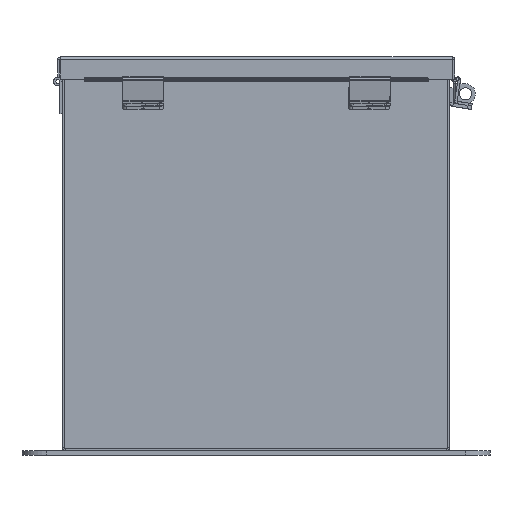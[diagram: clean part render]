
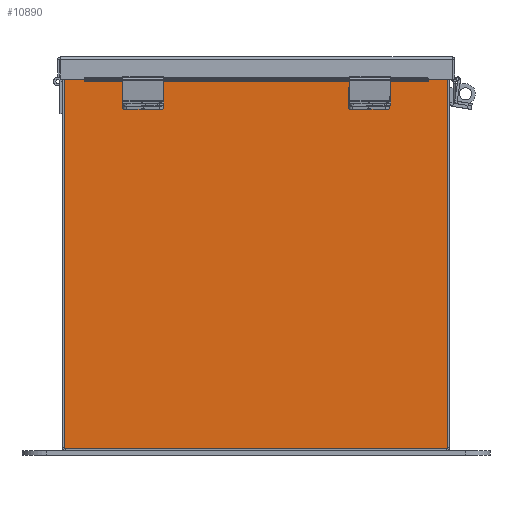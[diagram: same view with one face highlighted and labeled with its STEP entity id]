
A CAD part, front view. The second image highlights one B-rep face of the part: STEP entity #10890.
In plain terms, the highlighted face is planar.
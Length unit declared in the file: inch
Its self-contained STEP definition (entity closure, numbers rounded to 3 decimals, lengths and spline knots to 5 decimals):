
#121 = DIRECTION ( 'NONE',  ( 0., 0., -1. ) ) ;
#597 = EDGE_CURVE ( 'NONE', #17487, #22657, #15495, .T. ) ;
#602 = VECTOR ( 'NONE', #29457, 39.37008 ) ;
#622 = VERTEX_POINT ( 'NONE', #17787 ) ;
#707 = CIRCLE ( 'NONE', #8068, 0.01868 ) ;
#1095 = ORIENTED_EDGE ( 'NONE', *, *, #597, .F. ) ;
#1250 = DIRECTION ( 'NONE',  ( 0., 0., -1. ) ) ;
#1380 = VERTEX_POINT ( 'NONE', #25617 ) ;
#1531 = VERTEX_POINT ( 'NONE', #16331 ) ;
#1589 = CARTESIAN_POINT ( 'NONE',  ( -5.61965, 0., 0. ) ) ;
#1785 = CARTESIAN_POINT ( 'NONE',  ( -5.9253, 0., 5.9253 ) ) ;
#1932 = DIRECTION ( 'NONE',  ( 1., 0., 0. ) ) ;
#2364 = LINE ( 'NONE', #18030, #7018 ) ;
#2407 = CARTESIAN_POINT ( 'NONE',  ( -5.60098, 0., 5.87495 ) ) ;
#2492 = CARTESIAN_POINT ( 'NONE',  ( -5.61965, 0., 5.87495 ) ) ;
#2515 = VECTOR ( 'NONE', #121, 39.37008 ) ;
#2725 = DIRECTION ( 'NONE',  ( 0., 0., -1. ) ) ;
#2732 = CARTESIAN_POINT ( 'NONE',  ( -5.9253, 0., 5.9253 ) ) ;
#3554 = CARTESIAN_POINT ( 'NONE',  ( -5.5823, 0., 0. ) ) ;
#3719 = ORIENTED_EDGE ( 'NONE', *, *, #5464, .F. ) ;
#4481 = ORIENTED_EDGE ( 'NONE', *, *, #23396, .F. ) ;
#4705 = DIRECTION ( 'NONE',  ( 0., 0., -1. ) ) ;
#5464 = EDGE_CURVE ( 'NONE', #622, #27271, #11875, .T. ) ;
#5672 = LINE ( 'NONE', #18978, #29475 ) ;
#5704 = VECTOR ( 'NONE', #1250, 39.37008 ) ;
#6946 = CARTESIAN_POINT ( 'NONE',  ( 5.61965, 0., 0. ) ) ;
#7018 = VECTOR ( 'NONE', #1932, 39.37008 ) ;
#7251 = EDGE_CURVE ( 'NONE', #7647, #1531, #10677, .T. ) ;
#7399 = VECTOR ( 'NONE', #12636, 39.37008 ) ;
#7647 = VERTEX_POINT ( 'NONE', #10896 ) ;
#8068 = AXIS2_PLACEMENT_3D ( 'NONE', #2407, #18516, #4705 ) ;
#8403 = VERTEX_POINT ( 'NONE', #18377 ) ;
#8479 = ORIENTED_EDGE ( 'NONE', *, *, #26119, .T. ) ;
#8587 = VERTEX_POINT ( 'NONE', #12142 ) ;
#9621 = CIRCLE ( 'NONE', #11385, 0.01868 ) ;
#10290 = DIRECTION ( 'NONE',  ( 0., 1., 0. ) ) ;
#10303 = CARTESIAN_POINT ( 'NONE',  ( -5.9253, 0., -5.9253 ) ) ;
#10677 = LINE ( 'NONE', #20034, #22184 ) ;
#10890 = ADVANCED_FACE ( 'NONE', ( #24554 ), #28025, .F. ) ;
#10896 = CARTESIAN_POINT ( 'NONE',  ( 5.5823, 0., 5.87495 ) ) ;
#10994 = DIRECTION ( 'NONE',  ( 0., 0., 1. ) ) ;
#11346 = AXIS2_PLACEMENT_3D ( 'NONE', #14236, #16534, #2725 ) ;
#11385 = AXIS2_PLACEMENT_3D ( 'NONE', #24097, #10290, #26391 ) ;
#11875 = LINE ( 'NONE', #3554, #5704 ) ;
#12142 = CARTESIAN_POINT ( 'NONE',  ( 5.61965, 0., 5.9253 ) ) ;
#12636 = DIRECTION ( 'NONE',  ( -1., 0., 0. ) ) ;
#12672 = EDGE_CURVE ( 'NONE', #17462, #22657, #27327, .T. ) ;
#13104 = EDGE_CURVE ( 'NONE', #23706, #7647, #9621, .T. ) ;
#13554 = LINE ( 'NONE', #10303, #7399 ) ;
#13824 = EDGE_LOOP ( 'NONE', ( #1095, #4481, #3719, #18811, #18711, #20491, #27443, #29801, #20217, #20714, #8479, #19359 ) ) ;
#14070 = LINE ( 'NONE', #6946, #2515 ) ;
#14236 = CARTESIAN_POINT ( 'NONE',  ( 0., 0., 0. ) ) ;
#14665 = VERTEX_POINT ( 'NONE', #23083 ) ;
#14688 = EDGE_CURVE ( 'NONE', #8587, #23706, #14070, .T. ) ;
#15064 = VECTOR ( 'NONE', #21174, 39.37008 ) ;
#15495 = LINE ( 'NONE', #1589, #27041 ) ;
#15954 = VECTOR ( 'NONE', #20197, 39.37008 ) ;
#16331 = CARTESIAN_POINT ( 'NONE',  ( 5.5823, 0., 5.9123 ) ) ;
#16534 = DIRECTION ( 'NONE',  ( 0., -1., 0. ) ) ;
#16663 = DIRECTION ( 'NONE',  ( 0., 0., -1. ) ) ;
#17462 = VERTEX_POINT ( 'NONE', #23033 ) ;
#17487 = VERTEX_POINT ( 'NONE', #2492 ) ;
#17518 = LINE ( 'NONE', #24848, #602 ) ;
#17688 = DIRECTION ( 'NONE',  ( 0., 0., 1. ) ) ;
#17787 = CARTESIAN_POINT ( 'NONE',  ( -5.5823, 0., 5.9123 ) ) ;
#18030 = CARTESIAN_POINT ( 'NONE',  ( -5.5823, 0., 5.9123 ) ) ;
#18377 = CARTESIAN_POINT ( 'NONE',  ( -5.9253, 0., -5.9253 ) ) ;
#18516 = DIRECTION ( 'NONE',  ( 0., 1., 0. ) ) ;
#18711 = ORIENTED_EDGE ( 'NONE', *, *, #7251, .F. ) ;
#18811 = ORIENTED_EDGE ( 'NONE', *, *, #26707, .T. ) ;
#18978 = CARTESIAN_POINT ( 'NONE',  ( 5.9253, 0., 5.9253 ) ) ;
#19359 = ORIENTED_EDGE ( 'NONE', *, *, #12672, .T. ) ;
#19662 = EDGE_CURVE ( 'NONE', #8587, #14665, #20629, .T. ) ;
#20034 = CARTESIAN_POINT ( 'NONE',  ( 5.5823, 0., 0. ) ) ;
#20197 = DIRECTION ( 'NONE',  ( 1., 0., 0. ) ) ;
#20217 = ORIENTED_EDGE ( 'NONE', *, *, #28361, .T. ) ;
#20491 = ORIENTED_EDGE ( 'NONE', *, *, #13104, .F. ) ;
#20629 = LINE ( 'NONE', #1785, #15954 ) ;
#20714 = ORIENTED_EDGE ( 'NONE', *, *, #26472, .T. ) ;
#21174 = DIRECTION ( 'NONE',  ( 1., 0., 0. ) ) ;
#21927 = CARTESIAN_POINT ( 'NONE',  ( 5.61965, 0., 5.87495 ) ) ;
#22184 = VECTOR ( 'NONE', #10994, 39.37008 ) ;
#22367 = CARTESIAN_POINT ( 'NONE',  ( -5.61965, 0., 5.9253 ) ) ;
#22657 = VERTEX_POINT ( 'NONE', #22367 ) ;
#23033 = CARTESIAN_POINT ( 'NONE',  ( -5.9253, 0., 5.9253 ) ) ;
#23083 = CARTESIAN_POINT ( 'NONE',  ( 5.9253, 0., 5.9253 ) ) ;
#23396 = EDGE_CURVE ( 'NONE', #27271, #17487, #707, .T. ) ;
#23706 = VERTEX_POINT ( 'NONE', #21927 ) ;
#24097 = CARTESIAN_POINT ( 'NONE',  ( 5.60097, 0., 5.87495 ) ) ;
#24554 = FACE_OUTER_BOUND ( 'NONE', #13824, .T. ) ;
#24848 = CARTESIAN_POINT ( 'NONE',  ( -5.9253, 0., 5.9253 ) ) ;
#25617 = CARTESIAN_POINT ( 'NONE',  ( 5.9253, 0., -5.9253 ) ) ;
#26095 = CARTESIAN_POINT ( 'NONE',  ( -5.5823, 0., 5.87495 ) ) ;
#26119 = EDGE_CURVE ( 'NONE', #8403, #17462, #17518, .T. ) ;
#26391 = DIRECTION ( 'NONE',  ( 0., 0., -1. ) ) ;
#26472 = EDGE_CURVE ( 'NONE', #1380, #8403, #13554, .T. ) ;
#26707 = EDGE_CURVE ( 'NONE', #622, #1531, #2364, .T. ) ;
#27041 = VECTOR ( 'NONE', #17688, 39.37008 ) ;
#27271 = VERTEX_POINT ( 'NONE', #26095 ) ;
#27327 = LINE ( 'NONE', #2732, #15064 ) ;
#27443 = ORIENTED_EDGE ( 'NONE', *, *, #14688, .F. ) ;
#28025 = PLANE ( 'NONE',  #11346 ) ;
#28361 = EDGE_CURVE ( 'NONE', #14665, #1380, #5672, .T. ) ;
#29457 = DIRECTION ( 'NONE',  ( 0., 0., 1. ) ) ;
#29475 = VECTOR ( 'NONE', #16663, 39.37008 ) ;
#29801 = ORIENTED_EDGE ( 'NONE', *, *, #19662, .T. ) ;
